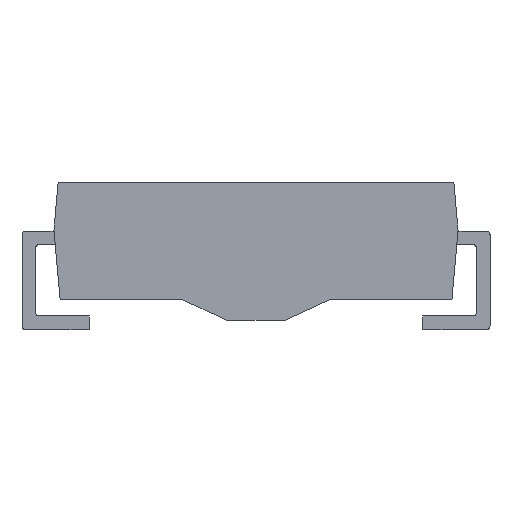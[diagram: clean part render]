
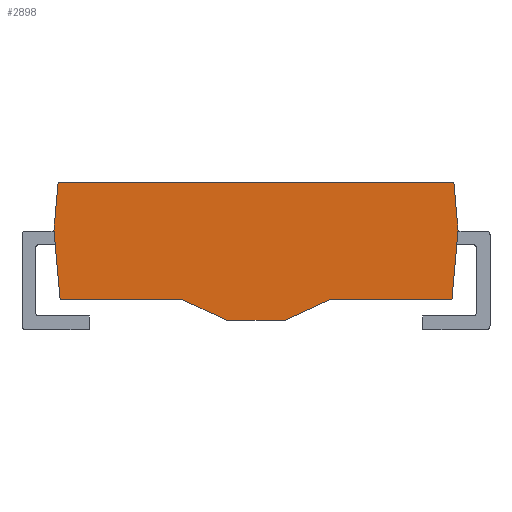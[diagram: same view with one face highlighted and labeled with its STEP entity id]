
A CAD part, front view. The second image highlights one B-rep face of the part: STEP entity #2898.
In plain terms, the highlighted face is planar.
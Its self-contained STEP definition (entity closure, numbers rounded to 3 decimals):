
#438=ORIENTED_EDGE('',*,*,#924,.T.);
#439=ORIENTED_EDGE('',*,*,#829,.T.);
#440=ORIENTED_EDGE('',*,*,#925,.T.);
#441=ORIENTED_EDGE('',*,*,#922,.T.);
#442=ORIENTED_EDGE('',*,*,#892,.T.);
#443=ORIENTED_EDGE('',*,*,#889,.T.);
#444=ORIENTED_EDGE('',*,*,#896,.T.);
#445=ORIENTED_EDGE('',*,*,#902,.T.);
#446=ORIENTED_EDGE('',*,*,#899,.T.);
#447=ORIENTED_EDGE('',*,*,#911,.T.);
#448=ORIENTED_EDGE('',*,*,#926,.T.);
#449=ORIENTED_EDGE('',*,*,#851,.T.);
#450=ORIENTED_EDGE('',*,*,#927,.F.);
#451=ORIENTED_EDGE('',*,*,#928,.F.);
#829=EDGE_CURVE('',#1097,#1099,#1296,.T.);
#851=EDGE_CURVE('',#1121,#1119,#1315,.T.);
#889=EDGE_CURVE('',#1148,#1147,#1346,.T.);
#892=EDGE_CURVE('',#1150,#1148,#1349,.T.);
#896=EDGE_CURVE('',#1147,#1153,#1353,.T.);
#899=EDGE_CURVE('',#1156,#1155,#1356,.T.);
#902=EDGE_CURVE('',#1153,#1156,#1359,.T.);
#911=EDGE_CURVE('',#1155,#1161,#1365,.T.);
#922=EDGE_CURVE('',#1167,#1150,#1376,.T.);
#924=EDGE_CURVE('',#1168,#1097,#1378,.T.);
#925=EDGE_CURVE('',#1099,#1167,#1379,.T.);
#926=EDGE_CURVE('',#1161,#1121,#1380,.T.);
#927=EDGE_CURVE('',#1169,#1119,#1381,.T.);
#928=EDGE_CURVE('',#1168,#1169,#1382,.T.);
#1097=VERTEX_POINT('',#4315);
#1099=VERTEX_POINT('',#4319);
#1119=VERTEX_POINT('',#4414);
#1121=VERTEX_POINT('',#4417);
#1147=VERTEX_POINT('',#4526);
#1148=VERTEX_POINT('',#4528);
#1150=VERTEX_POINT('',#4535);
#1153=VERTEX_POINT('',#4542);
#1155=VERTEX_POINT('',#4548);
#1156=VERTEX_POINT('',#4550);
#1161=VERTEX_POINT('',#4586);
#1167=VERTEX_POINT('',#4606);
#1168=VERTEX_POINT('',#4610);
#1169=VERTEX_POINT('',#4614);
#1296=LINE('',#4320,#1546);
#1315=LINE('',#4416,#1565);
#1346=LINE('',#4527,#1596);
#1349=LINE('',#4534,#1599);
#1353=LINE('',#4543,#1603);
#1356=LINE('',#4549,#1606);
#1359=LINE('',#4555,#1609);
#1365=LINE('',#4587,#1615);
#1376=LINE('',#4605,#1626);
#1378=LINE('',#4609,#1628);
#1379=LINE('',#4611,#1629);
#1380=LINE('',#4612,#1630);
#1381=LINE('',#4613,#1631);
#1382=LINE('',#4615,#1632);
#1546=VECTOR('',#3258,1000.);
#1565=VECTOR('',#3281,1000.);
#1596=VECTOR('',#3338,1000.);
#1599=VECTOR('',#3345,1000.);
#1603=VECTOR('',#3351,1000.);
#1606=VECTOR('',#3356,1000.);
#1609=VECTOR('',#3361,1000.);
#1615=VECTOR('',#3379,1000.);
#1626=VECTOR('',#3394,1000.);
#1628=VECTOR('',#3398,1000.);
#1629=VECTOR('',#3399,1000.);
#1630=VECTOR('',#3400,1000.);
#1631=VECTOR('',#3401,1000.);
#1632=VECTOR('',#3402,1000.);
#1766=EDGE_LOOP('',(#438,#439,#440,#441,#442,#443,#444,#445,#446,#447,#448,
#449,#450,#451));
#1893=FACE_BOUND('',#1766,.T.);
#1992=PLANE('',#3026);
#2898=ADVANCED_FACE('',(#1893),#1992,.T.);
#3026=AXIS2_PLACEMENT_3D('',#4608,#3396,#3397);
#3258=DIRECTION('',(-1.,0.,0.));
#3281=DIRECTION('',(-1.,0.,0.));
#3338=DIRECTION('',(0.908,-0.42,0.));
#3345=DIRECTION('',(1.,0.,0.));
#3351=DIRECTION('',(1.,0.,0.));
#3356=DIRECTION('',(1.,0.,0.));
#3361=DIRECTION('',(0.908,0.42,0.));
#3379=DIRECTION('',(0.088,0.996,0.));
#3394=DIRECTION('',(0.088,-0.996,0.));
#3396=DIRECTION('',(0.,0.,1.));
#3397=DIRECTION('',(1.,0.,0.));
#3398=DIRECTION('',(0.,1.,0.));
#3399=DIRECTION('',(-0.088,-0.996,0.));
#3400=DIRECTION('',(-0.088,0.996,0.));
#3401=DIRECTION('',(0.,1.,0.));
#3402=DIRECTION('',(1.,0.,0.));
#4315=CARTESIAN_POINT('',(-2.83,1.005,2.953));
#4319=CARTESIAN_POINT('',(-3.357,1.005,2.953));
#4320=CARTESIAN_POINT('',(3.357,1.005,2.953));
#4414=CARTESIAN_POINT('',(-2.6,1.005,2.953));
#4416=CARTESIAN_POINT('',(3.357,1.005,2.953));
#4417=CARTESIAN_POINT('',(3.357,1.005,2.953));
#4526=CARTESIAN_POINT('',(-0.5,-1.33,2.953));
#4527=CARTESIAN_POINT('',(-1.246,-0.985,2.953));
#4528=CARTESIAN_POINT('',(-1.246,-0.985,2.953));
#4534=CARTESIAN_POINT('',(-2.187,-0.985,2.953));
#4535=CARTESIAN_POINT('',(-3.324,-0.985,2.953));
#4542=CARTESIAN_POINT('',(0.5,-1.33,2.953));
#4543=CARTESIAN_POINT('',(-0.5,-1.33,2.953));
#4548=CARTESIAN_POINT('',(3.324,-0.985,2.953));
#4549=CARTESIAN_POINT('',(2.188,-0.985,2.953));
#4550=CARTESIAN_POINT('',(1.247,-0.985,2.953));
#4555=CARTESIAN_POINT('',(0.5,-1.33,2.953));
#4586=CARTESIAN_POINT('',(3.428,0.198,2.953));
#4587=CARTESIAN_POINT('',(3.335,-0.865,2.953));
#4605=CARTESIAN_POINT('',(-3.428,0.198,2.953));
#4606=CARTESIAN_POINT('',(-3.428,0.198,2.953));
#4608=CARTESIAN_POINT('',(0.,0.,2.953));
#4609=CARTESIAN_POINT('',(-2.83,1.003,2.953));
#4610=CARTESIAN_POINT('',(-2.83,1.003,2.953));
#4611=CARTESIAN_POINT('',(-3.357,1.005,2.953));
#4612=CARTESIAN_POINT('',(3.428,0.198,2.953));
#4613=CARTESIAN_POINT('',(-2.6,1.003,2.953));
#4614=CARTESIAN_POINT('',(-2.6,1.003,2.953));
#4615=CARTESIAN_POINT('',(-2.83,1.003,2.953));
